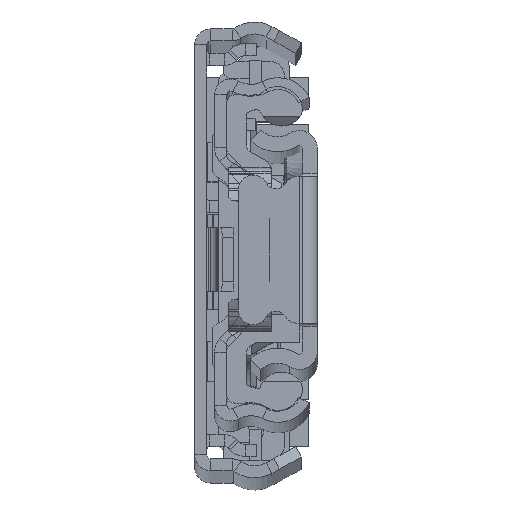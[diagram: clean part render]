
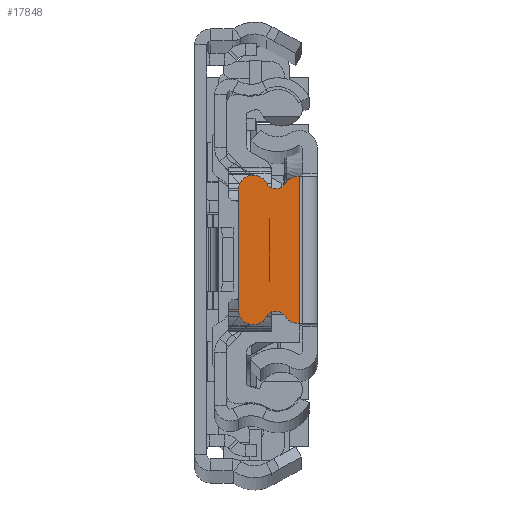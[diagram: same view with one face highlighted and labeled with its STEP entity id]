
A CAD part, top view. The second image highlights one B-rep face of the part: STEP entity #17848.
In plain terms, the highlighted planar face has unit normal (0, 0, 1).
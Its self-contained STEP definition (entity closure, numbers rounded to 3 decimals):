
#293 = ORIENTED_EDGE ( 'NONE', *, *, #630, .F. ) ;
#513 = CIRCLE ( 'NONE', #20014, 1.5 ) ;
#533 = CIRCLE ( 'NONE', #27799, 1.1 ) ;
#630 = EDGE_CURVE ( 'NONE', #23580, #11496, #22252, .T. ) ;
#718 = AXIS2_PLACEMENT_3D ( 'NONE', #21087, #4864, #31692 ) ;
#1396 = VECTOR ( 'NONE', #17387, 1000. ) ;
#1481 = EDGE_CURVE ( 'NONE', #16127, #23331, #513, .T. ) ;
#1778 = DIRECTION ( 'NONE',  ( 0., 0., -1. ) ) ;
#1853 = LINE ( 'NONE', #25410, #1396 ) ;
#2849 = CARTESIAN_POINT ( 'NONE',  ( -1.929, -5.87, 0. ) ) ;
#4177 = VERTEX_POINT ( 'NONE', #16908 ) ;
#4416 = CARTESIAN_POINT ( 'NONE',  ( -1.929, 5.87, 0. ) ) ;
#4804 = ORIENTED_EDGE ( 'NONE', *, *, #4968, .F. ) ;
#4864 = DIRECTION ( 'NONE',  ( 0., 0., -1. ) ) ;
#4963 = DIRECTION ( 'NONE',  ( 0., 0., 1. ) ) ;
#4968 = EDGE_CURVE ( 'NONE', #12664, #7835, #27584, .T. ) ;
#5366 = ORIENTED_EDGE ( 'NONE', *, *, #6309, .T. ) ;
#5516 = CARTESIAN_POINT ( 'NONE',  ( -1.929, 7.37, 0. ) ) ;
#6170 = CARTESIAN_POINT ( 'NONE',  ( -1.75, -7.37, 0. ) ) ;
#6309 = EDGE_CURVE ( 'NONE', #32774, #11626, #533, .T. ) ;
#6418 = CARTESIAN_POINT ( 'NONE',  ( -7.929, -6., 0. ) ) ;
#6912 = CARTESIAN_POINT ( 'NONE',  ( -1.929, -7.37, 0. ) ) ;
#7214 = CARTESIAN_POINT ( 'NONE',  ( -3.206, -6.658, 0. ) ) ;
#7578 = DIRECTION ( 'NONE',  ( -1., 0., 0. ) ) ;
#7647 = ORIENTED_EDGE ( 'NONE', *, *, #17023, .T. ) ;
#7714 = DIRECTION ( 'NONE',  ( -1., 0., 0. ) ) ;
#7835 = VERTEX_POINT ( 'NONE', #6912 ) ;
#7892 = AXIS2_PLACEMENT_3D ( 'NONE', #15111, #28174, #17569 ) ;
#8212 = DIRECTION ( 'NONE',  ( 1., 0., 0. ) ) ;
#8563 = EDGE_LOOP ( 'NONE', ( #26654, #293, #29920, #13375, #13008, #7647, #13176, #5366, #32647, #4804 ) ) ;
#9579 = CIRCLE ( 'NONE', #27944, 1.5 ) ;
#9748 = EDGE_CURVE ( 'NONE', #11626, #7835, #9579, .T. ) ;
#9948 = DIRECTION ( 'NONE',  ( 0., 0., 1. ) ) ;
#10986 = CARTESIAN_POINT ( 'NONE',  ( -6.429, -6., 0. ) ) ;
#11496 = VERTEX_POINT ( 'NONE', #30295 ) ;
#11626 = VERTEX_POINT ( 'NONE', #7214 ) ;
#11725 = CARTESIAN_POINT ( 'NONE',  ( -1.929, -7.37, 0. ) ) ;
#11902 = DIRECTION ( 'NONE',  ( -1., 0., 0. ) ) ;
#12331 = PLANE ( 'NONE',  #7892 ) ;
#12405 = EDGE_CURVE ( 'NONE', #11496, #12664, #1853, .T. ) ;
#12664 = VERTEX_POINT ( 'NONE', #6170 ) ;
#13008 = ORIENTED_EDGE ( 'NONE', *, *, #1481, .T. ) ;
#13176 = ORIENTED_EDGE ( 'NONE', *, *, #20067, .T. ) ;
#13281 = VECTOR ( 'NONE', #11902, 1000. ) ;
#13375 = ORIENTED_EDGE ( 'NONE', *, *, #18845, .T. ) ;
#13557 = DIRECTION ( 'NONE',  ( 1., 0., 0. ) ) ;
#13611 = CARTESIAN_POINT ( 'NONE',  ( -7.929, -6., 0. ) ) ;
#15111 = CARTESIAN_POINT ( 'NONE',  ( 692.771, 0., 0. ) ) ;
#16127 = VERTEX_POINT ( 'NONE', #23891 ) ;
#16236 = DIRECTION ( 'NONE',  ( 0., 0., 1. ) ) ;
#16908 = CARTESIAN_POINT ( 'NONE',  ( -3.206, 6.658, 0. ) ) ;
#17023 = EDGE_CURVE ( 'NONE', #23331, #31627, #28942, .T. ) ;
#17387 = DIRECTION ( 'NONE',  ( 0., -1., 0. ) ) ;
#17532 = CIRCLE ( 'NONE', #17555, 1.5 ) ;
#17555 = AXIS2_PLACEMENT_3D ( 'NONE', #10986, #16236, #8212 ) ;
#17569 = DIRECTION ( 'NONE',  ( 1., 0., 0. ) ) ;
#17848 = ADVANCED_FACE ( 'NONE', ( #30793 ), #12331, .T. ) ;
#18845 = EDGE_CURVE ( 'NONE', #4177, #16127, #23589, .T. ) ;
#20014 = AXIS2_PLACEMENT_3D ( 'NONE', #25654, #9948, #33850 ) ;
#20067 = EDGE_CURVE ( 'NONE', #31627, #32774, #17532, .T. ) ;
#20400 = CARTESIAN_POINT ( 'NONE',  ( -5.109, -6.713, 0. ) ) ;
#20791 = DIRECTION ( 'NONE',  ( 0., -1., 0. ) ) ;
#21087 = CARTESIAN_POINT ( 'NONE',  ( -4.142, 7.236, 0. ) ) ;
#22252 = LINE ( 'NONE', #5516, #26886 ) ;
#23108 = DIRECTION ( 'NONE',  ( 0., 0., 1. ) ) ;
#23331 = VERTEX_POINT ( 'NONE', #23659 ) ;
#23580 = VERTEX_POINT ( 'NONE', #30219 ) ;
#23589 = CIRCLE ( 'NONE', #718, 1.1 ) ;
#23659 = CARTESIAN_POINT ( 'NONE',  ( -7.929, 6., 0. ) ) ;
#23891 = CARTESIAN_POINT ( 'NONE',  ( -5.109, 6.713, 0. ) ) ;
#25410 = CARTESIAN_POINT ( 'NONE',  ( -1.75, 0., 0. ) ) ;
#25654 = CARTESIAN_POINT ( 'NONE',  ( -6.429, 6., 0. ) ) ;
#26088 = EDGE_CURVE ( 'NONE', #23580, #4177, #32707, .T. ) ;
#26654 = ORIENTED_EDGE ( 'NONE', *, *, #12405, .F. ) ;
#26886 = VECTOR ( 'NONE', #13557, 1000. ) ;
#27584 = LINE ( 'NONE', #11725, #13281 ) ;
#27799 = AXIS2_PLACEMENT_3D ( 'NONE', #33879, #1778, #7714 ) ;
#27944 = AXIS2_PLACEMENT_3D ( 'NONE', #2849, #4963, #29359 ) ;
#28174 = DIRECTION ( 'NONE',  ( 0., 0., 1. ) ) ;
#28418 = VECTOR ( 'NONE', #20791, 1000. ) ;
#28942 = LINE ( 'NONE', #13611, #28418 ) ;
#29359 = DIRECTION ( 'NONE',  ( 1., 0., 0. ) ) ;
#29920 = ORIENTED_EDGE ( 'NONE', *, *, #26088, .T. ) ;
#30219 = CARTESIAN_POINT ( 'NONE',  ( -1.929, 7.37, 0. ) ) ;
#30295 = CARTESIAN_POINT ( 'NONE',  ( -1.75, 7.37, 0. ) ) ;
#30793 = FACE_OUTER_BOUND ( 'NONE', #8563, .T. ) ;
#31627 = VERTEX_POINT ( 'NONE', #6418 ) ;
#31692 = DIRECTION ( 'NONE',  ( 1., 0., 0. ) ) ;
#32647 = ORIENTED_EDGE ( 'NONE', *, *, #9748, .T. ) ;
#32707 = CIRCLE ( 'NONE', #34395, 1.5 ) ;
#32774 = VERTEX_POINT ( 'NONE', #20400 ) ;
#33850 = DIRECTION ( 'NONE',  ( -1., 0., 0. ) ) ;
#33879 = CARTESIAN_POINT ( 'NONE',  ( -4.142, -7.236, 0. ) ) ;
#34395 = AXIS2_PLACEMENT_3D ( 'NONE', #4416, #23108, #7578 ) ;
